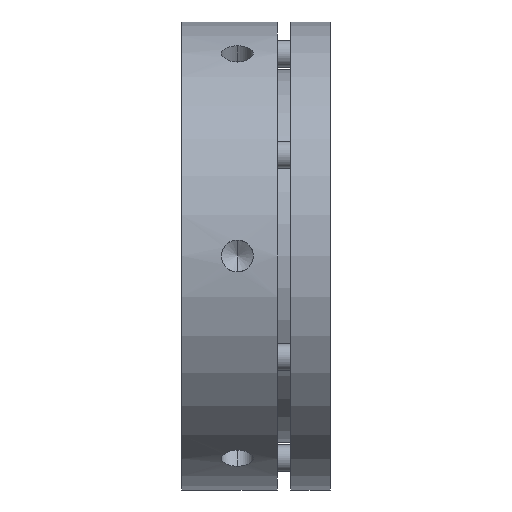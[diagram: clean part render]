
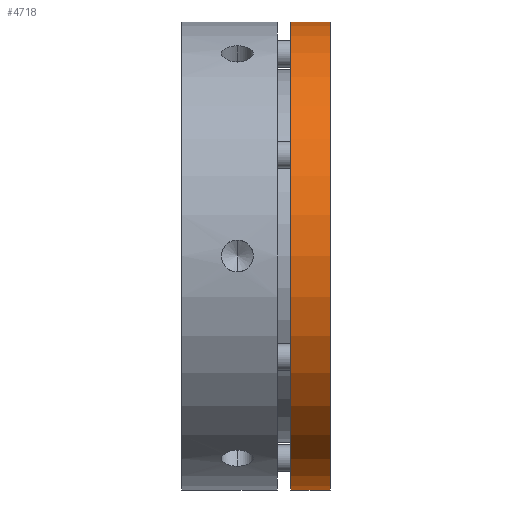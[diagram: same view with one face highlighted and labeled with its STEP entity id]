
A CAD part, front view. The second image highlights one B-rep face of the part: STEP entity #4718.
In plain terms, the highlighted cylindrical face has radius 44 mm (diameter 88 mm), a partial arc.
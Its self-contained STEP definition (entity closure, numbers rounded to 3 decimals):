
#243 = CARTESIAN_POINT ( 'NONE',  ( 28., 0., 0. ) ) ;
#244 = DIRECTION ( 'NONE',  ( -1., 0., 0. ) ) ;
#245 = DIRECTION ( 'NONE',  ( 0., 0., -1. ) ) ;
#633 = CARTESIAN_POINT ( 'NONE',  ( 14., 0., -44. ) ) ;
#639 = DIRECTION ( 'NONE',  ( 1., 0., 0. ) ) ;
#706 = DIRECTION ( 'NONE',  ( 1., 0., 0. ) ) ;
#710 = CARTESIAN_POINT ( 'NONE',  ( 14., 0., 44. ) ) ;
#890 = CARTESIAN_POINT ( 'NONE',  ( 20.5, 0., 0. ) ) ;
#891 = DIRECTION ( 'NONE',  ( 1., 0., 0. ) ) ;
#892 = DIRECTION ( 'NONE',  ( 0., 0., -1. ) ) ;
#1120 = VERTEX_POINT ( 'NONE', #4352 ) ;
#1125 = VERTEX_POINT ( 'NONE', #4357 ) ;
#1138 = VERTEX_POINT ( 'NONE', #4370 ) ;
#1146 = VERTEX_POINT ( 'NONE', #4378 ) ;
#1213 = CIRCLE ( 'NONE', #3680, 44. ) ;
#1429 = LINE ( 'NONE', #633, #1433 ) ;
#1433 = VECTOR ( 'NONE', #639, 1000. ) ;
#1471 = LINE ( 'NONE', #710, #1475 ) ;
#1475 = VECTOR ( 'NONE', #706, 1000. ) ;
#1570 = CIRCLE ( 'NONE', #3309, 44. ) ;
#2334 = DIRECTION ( 'NONE',  ( 0., 0., -1. ) ) ;
#2340 = DIRECTION ( 'NONE',  ( 1., 0., 0. ) ) ;
#2342 = CARTESIAN_POINT ( 'NONE',  ( 14., 0., 0. ) ) ;
#2630 = FACE_OUTER_BOUND ( 'NONE', #3554, .T. ) ;
#2634 = CYLINDRICAL_SURFACE ( 'NONE', #3445, 44. ) ;
#3053 = EDGE_CURVE ( 'NONE', #1125, #1120, #1213, .T. ) ;
#3210 = EDGE_CURVE ( 'NONE', #1146, #1125, #1429, .T. ) ;
#3309 = AXIS2_PLACEMENT_3D ( 'NONE', #890, #891, #892 ) ;
#3445 = AXIS2_PLACEMENT_3D ( 'NONE', #2342, #2340, #2334 ) ;
#3554 = EDGE_LOOP ( 'NONE', ( #4050, #4051, #4052, #4053 ) ) ;
#3599 = EDGE_CURVE ( 'NONE', #1138, #1120, #1471, .T. ) ;
#3651 = EDGE_CURVE ( 'NONE', #1138, #1146, #1570, .T. ) ;
#3680 = AXIS2_PLACEMENT_3D ( 'NONE', #243, #244, #245 ) ;
#4050 = ORIENTED_EDGE ( 'NONE', *, *, #3599, .F. ) ;
#4051 = ORIENTED_EDGE ( 'NONE', *, *, #3651, .T. ) ;
#4052 = ORIENTED_EDGE ( 'NONE', *, *, #3210, .T. ) ;
#4053 = ORIENTED_EDGE ( 'NONE', *, *, #3053, .T. ) ;
#4352 = CARTESIAN_POINT ( 'NONE',  ( 28., 0., 44. ) ) ;
#4357 = CARTESIAN_POINT ( 'NONE',  ( 28., 0., -44. ) ) ;
#4370 = CARTESIAN_POINT ( 'NONE',  ( 20.5, 0., 44. ) ) ;
#4378 = CARTESIAN_POINT ( 'NONE',  ( 20.5, 0., -44. ) ) ;
#4718 = ADVANCED_FACE ( 'NONE', ( #2630 ), #2634, .T. ) ;
